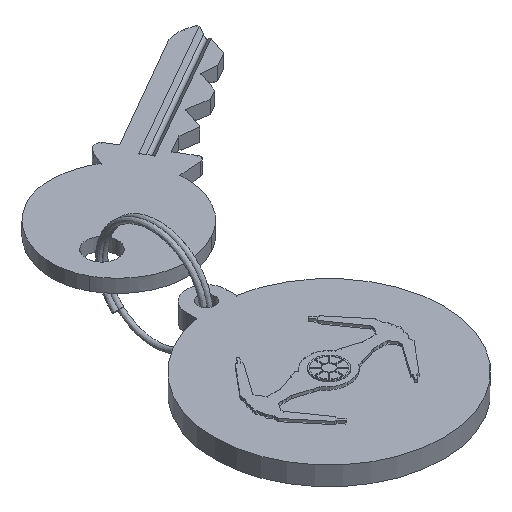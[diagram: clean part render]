
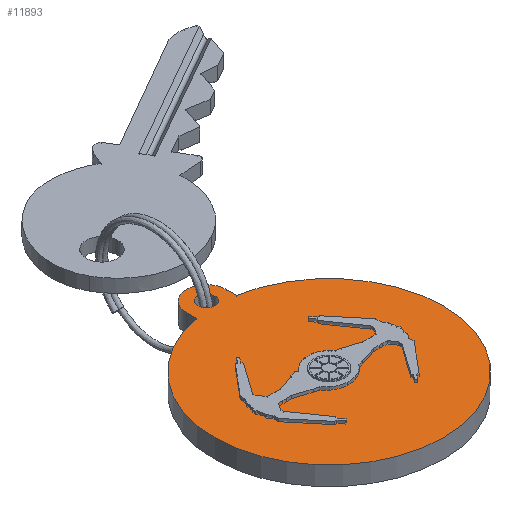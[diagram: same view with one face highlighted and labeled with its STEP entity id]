
A CAD part, isometric view. The second image highlights one B-rep face of the part: STEP entity #11893.
In plain terms, the highlighted planar face has unit normal (0, 0, 1).
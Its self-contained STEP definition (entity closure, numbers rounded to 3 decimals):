
#11556 = VERTEX_POINT('',#11557);
#11557 = CARTESIAN_POINT('',(3.5,21.5,3.3));
#11564 = CYLINDRICAL_SURFACE('',#11565,3.5);
#11565 = AXIS2_PLACEMENT_3D('',#11566,#11567,#11568);
#11566 = CARTESIAN_POINT('',(0.,21.5,0.));
#11567 = DIRECTION('',(0.,0.,-1.));
#11568 = DIRECTION('',(1.,0.,0.));
#11576 = PLANE('',#11577);
#11577 = AXIS2_PLACEMENT_3D('',#11578,#11579,#11580);
#11578 = CARTESIAN_POINT('',(3.5,19.691,0.));
#11579 = DIRECTION('',(-1.,0.,0.));
#11580 = DIRECTION('',(0.,1.,0.));
#11588 = EDGE_CURVE('',#11556,#11589,#11591,.T.);
#11589 = VERTEX_POINT('',#11590);
#11590 = CARTESIAN_POINT('',(-3.5,21.5,3.3));
#11591 = SURFACE_CURVE('',#11592,(#11597,#11604),.PCURVE_S1.);
#11592 = CIRCLE('',#11593,3.5);
#11593 = AXIS2_PLACEMENT_3D('',#11594,#11595,#11596);
#11594 = CARTESIAN_POINT('',(0.,21.5,3.3));
#11595 = DIRECTION('',(0.,0.,1.));
#11596 = DIRECTION('',(1.,0.,0.));
#11597 = PCURVE('',#11564,#11598);
#11598 = DEFINITIONAL_REPRESENTATION('',(#11599),#11603);
#11599 = LINE('',#11600,#11601);
#11600 = CARTESIAN_POINT('',(0.,-3.3));
#11601 = VECTOR('',#11602,1.);
#11602 = DIRECTION('',(-1.,0.));
#11603 = ( GEOMETRIC_REPRESENTATION_CONTEXT(2) 
PARAMETRIC_REPRESENTATION_CONTEXT() REPRESENTATION_CONTEXT('2D SPACE',''
  ) );
#11604 = PCURVE('',#11605,#11610);
#11605 = PLANE('',#11606);
#11606 = AXIS2_PLACEMENT_3D('',#11607,#11608,#11609);
#11607 = CARTESIAN_POINT('',(3.5,21.5,3.3));
#11608 = DIRECTION('',(0.,0.,-1.));
#11609 = DIRECTION('',(-1.,0.,0.));
#11610 = DEFINITIONAL_REPRESENTATION('',(#11611),#11619);
#11611 = ( BOUNDED_CURVE() B_SPLINE_CURVE(2,(#11612,#11613,#11614,#11615
    ,#11616,#11617,#11618),.UNSPECIFIED.,.F.,.F.) 
B_SPLINE_CURVE_WITH_KNOTS((1,2,2,2,2,1),(-2.094,0.,
    2.094,4.189,6.283,8.378),
.UNSPECIFIED.) CURVE() GEOMETRIC_REPRESENTATION_ITEM() 
RATIONAL_B_SPLINE_CURVE((1.,0.5,1.,0.5,1.,0.5,1.)) REPRESENTATION_ITEM(
  '') );
#11612 = CARTESIAN_POINT('',(0.,0.));
#11613 = CARTESIAN_POINT('',(0.,6.062));
#11614 = CARTESIAN_POINT('',(5.25,3.031));
#11615 = CARTESIAN_POINT('',(10.5,0.));
#11616 = CARTESIAN_POINT('',(5.25,-3.031));
#11617 = CARTESIAN_POINT('',(0.,-6.062));
#11618 = CARTESIAN_POINT('',(0.,0.));
#11619 = ( GEOMETRIC_REPRESENTATION_CONTEXT(2) 
PARAMETRIC_REPRESENTATION_CONTEXT() REPRESENTATION_CONTEXT('2D SPACE',''
  ) );
#11637 = PLANE('',#11638);
#11638 = AXIS2_PLACEMENT_3D('',#11639,#11640,#11641);
#11639 = CARTESIAN_POINT('',(-3.5,21.5,0.));
#11640 = DIRECTION('',(1.,0.,0.));
#11641 = DIRECTION('',(0.,-1.,0.));
#11686 = VERTEX_POINT('',#11687);
#11687 = CARTESIAN_POINT('',(3.5,19.691,3.3));
#11701 = CYLINDRICAL_SURFACE('',#11702,20.);
#11702 = AXIS2_PLACEMENT_3D('',#11703,#11704,#11705);
#11703 = CARTESIAN_POINT('',(0.,0.,0.));
#11704 = DIRECTION('',(0.,0.,-1.));
#11705 = DIRECTION('',(1.,0.,0.));
#11713 = EDGE_CURVE('',#11686,#11556,#11714,.T.);
#11714 = SURFACE_CURVE('',#11715,(#11719,#11726),.PCURVE_S1.);
#11715 = LINE('',#11716,#11717);
#11716 = CARTESIAN_POINT('',(3.5,19.691,3.3));
#11717 = VECTOR('',#11718,1.);
#11718 = DIRECTION('',(0.,1.,0.));
#11719 = PCURVE('',#11576,#11720);
#11720 = DEFINITIONAL_REPRESENTATION('',(#11721),#11725);
#11721 = LINE('',#11722,#11723);
#11722 = CARTESIAN_POINT('',(0.,-3.3));
#11723 = VECTOR('',#11724,1.);
#11724 = DIRECTION('',(1.,0.));
#11725 = ( GEOMETRIC_REPRESENTATION_CONTEXT(2) 
PARAMETRIC_REPRESENTATION_CONTEXT() REPRESENTATION_CONTEXT('2D SPACE',''
  ) );
#11726 = PCURVE('',#11605,#11727);
#11727 = DEFINITIONAL_REPRESENTATION('',(#11728),#11732);
#11728 = LINE('',#11729,#11730);
#11729 = CARTESIAN_POINT('',(0.,-1.809));
#11730 = VECTOR('',#11731,1.);
#11731 = DIRECTION('',(0.,1.));
#11732 = ( GEOMETRIC_REPRESENTATION_CONTEXT(2) 
PARAMETRIC_REPRESENTATION_CONTEXT() REPRESENTATION_CONTEXT('2D SPACE',''
  ) );
#11760 = EDGE_CURVE('',#11589,#11761,#11763,.T.);
#11761 = VERTEX_POINT('',#11762);
#11762 = CARTESIAN_POINT('',(-3.5,19.691,3.3));
#11763 = SURFACE_CURVE('',#11764,(#11768,#11775),.PCURVE_S1.);
#11764 = LINE('',#11765,#11766);
#11765 = CARTESIAN_POINT('',(-3.5,21.5,3.3));
#11766 = VECTOR('',#11767,1.);
#11767 = DIRECTION('',(0.,-1.,0.));
#11768 = PCURVE('',#11637,#11769);
#11769 = DEFINITIONAL_REPRESENTATION('',(#11770),#11774);
#11770 = LINE('',#11771,#11772);
#11771 = CARTESIAN_POINT('',(0.,-3.3));
#11772 = VECTOR('',#11773,1.);
#11773 = DIRECTION('',(1.,0.));
#11774 = ( GEOMETRIC_REPRESENTATION_CONTEXT(2) 
PARAMETRIC_REPRESENTATION_CONTEXT() REPRESENTATION_CONTEXT('2D SPACE',''
  ) );
#11775 = PCURVE('',#11605,#11776);
#11776 = DEFINITIONAL_REPRESENTATION('',(#11777),#11781);
#11777 = LINE('',#11778,#11779);
#11778 = CARTESIAN_POINT('',(7.,0.));
#11779 = VECTOR('',#11780,1.);
#11780 = DIRECTION('',(0.,-1.));
#11781 = ( GEOMETRIC_REPRESENTATION_CONTEXT(2) 
PARAMETRIC_REPRESENTATION_CONTEXT() REPRESENTATION_CONTEXT('2D SPACE',''
  ) );
#11882 = CYLINDRICAL_SURFACE('',#11883,1.5);
#11883 = AXIS2_PLACEMENT_3D('',#11884,#11885,#11886);
#11884 = CARTESIAN_POINT('',(0.,21.5,3.3));
#11885 = DIRECTION('',(0.,0.,1.));
#11886 = DIRECTION('',(1.,0.,0.));
#11893 = ADVANCED_FACE('',(#11894,#11925),#11605,.F.);
#11894 = FACE_BOUND('',#11895,.F.);
#11895 = EDGE_LOOP('',(#11896,#11897,#11898,#11924));
#11896 = ORIENTED_EDGE('',*,*,#11588,.F.);
#11897 = ORIENTED_EDGE('',*,*,#11713,.F.);
#11898 = ORIENTED_EDGE('',*,*,#11899,.F.);
#11899 = EDGE_CURVE('',#11761,#11686,#11900,.T.);
#11900 = SURFACE_CURVE('',#11901,(#11906,#11917),.PCURVE_S1.);
#11901 = CIRCLE('',#11902,20.);
#11902 = AXIS2_PLACEMENT_3D('',#11903,#11904,#11905);
#11903 = CARTESIAN_POINT('',(0.,0.,3.3));
#11904 = DIRECTION('',(0.,0.,1.));
#11905 = DIRECTION('',(1.,0.,0.));
#11906 = PCURVE('',#11605,#11907);
#11907 = DEFINITIONAL_REPRESENTATION('',(#11908),#11916);
#11908 = ( BOUNDED_CURVE() B_SPLINE_CURVE(2,(#11909,#11910,#11911,#11912
    ,#11913,#11914,#11915),.UNSPECIFIED.,.T.,.F.) 
B_SPLINE_CURVE_WITH_KNOTS((1,2,2,2,2,1),(-2.094,0.,
    2.094,4.189,6.283,8.378),
.UNSPECIFIED.) CURVE() GEOMETRIC_REPRESENTATION_ITEM() 
RATIONAL_B_SPLINE_CURVE((1.,0.5,1.,0.5,1.,0.5,1.)) REPRESENTATION_ITEM(
  '') );
#11909 = CARTESIAN_POINT('',(-16.5,-21.5));
#11910 = CARTESIAN_POINT('',(-16.5,13.141));
#11911 = CARTESIAN_POINT('',(13.5,-4.179));
#11912 = CARTESIAN_POINT('',(43.5,-21.5));
#11913 = CARTESIAN_POINT('',(13.5,-38.821));
#11914 = CARTESIAN_POINT('',(-16.5,-56.141));
#11915 = CARTESIAN_POINT('',(-16.5,-21.5));
#11916 = ( GEOMETRIC_REPRESENTATION_CONTEXT(2) 
PARAMETRIC_REPRESENTATION_CONTEXT() REPRESENTATION_CONTEXT('2D SPACE',''
  ) );
#11917 = PCURVE('',#11701,#11918);
#11918 = DEFINITIONAL_REPRESENTATION('',(#11919),#11923);
#11919 = LINE('',#11920,#11921);
#11920 = CARTESIAN_POINT('',(0.,-3.3));
#11921 = VECTOR('',#11922,1.);
#11922 = DIRECTION('',(-1.,0.));
#11923 = ( GEOMETRIC_REPRESENTATION_CONTEXT(2) 
PARAMETRIC_REPRESENTATION_CONTEXT() REPRESENTATION_CONTEXT('2D SPACE',''
  ) );
#11924 = ORIENTED_EDGE('',*,*,#11760,.F.);
#11925 = FACE_BOUND('',#11926,.F.);
#11926 = EDGE_LOOP('',(#11927));
#11927 = ORIENTED_EDGE('',*,*,#11928,.T.);
#11928 = EDGE_CURVE('',#11929,#11929,#11931,.T.);
#11929 = VERTEX_POINT('',#11930);
#11930 = CARTESIAN_POINT('',(1.5,21.5,3.3));
#11931 = SURFACE_CURVE('',#11932,(#11937,#11948),.PCURVE_S1.);
#11932 = CIRCLE('',#11933,1.5);
#11933 = AXIS2_PLACEMENT_3D('',#11934,#11935,#11936);
#11934 = CARTESIAN_POINT('',(0.,21.5,3.3));
#11935 = DIRECTION('',(0.,0.,1.));
#11936 = DIRECTION('',(1.,0.,0.));
#11937 = PCURVE('',#11605,#11938);
#11938 = DEFINITIONAL_REPRESENTATION('',(#11939),#11947);
#11939 = ( BOUNDED_CURVE() B_SPLINE_CURVE(2,(#11940,#11941,#11942,#11943
    ,#11944,#11945,#11946),.UNSPECIFIED.,.F.,.F.) 
B_SPLINE_CURVE_WITH_KNOTS((1,2,2,2,2,1),(-2.094,0.,
    2.094,4.189,6.283,8.378),
.UNSPECIFIED.) CURVE() GEOMETRIC_REPRESENTATION_ITEM() 
RATIONAL_B_SPLINE_CURVE((1.,0.5,1.,0.5,1.,0.5,1.)) REPRESENTATION_ITEM(
  '') );
#11940 = CARTESIAN_POINT('',(2.,0.));
#11941 = CARTESIAN_POINT('',(2.,2.598));
#11942 = CARTESIAN_POINT('',(4.25,1.299));
#11943 = CARTESIAN_POINT('',(6.5,0.));
#11944 = CARTESIAN_POINT('',(4.25,-1.299));
#11945 = CARTESIAN_POINT('',(2.,-2.598));
#11946 = CARTESIAN_POINT('',(2.,0.));
#11947 = ( GEOMETRIC_REPRESENTATION_CONTEXT(2) 
PARAMETRIC_REPRESENTATION_CONTEXT() REPRESENTATION_CONTEXT('2D SPACE',''
  ) );
#11948 = PCURVE('',#11882,#11949);
#11949 = DEFINITIONAL_REPRESENTATION('',(#11950),#11954);
#11950 = LINE('',#11951,#11952);
#11951 = CARTESIAN_POINT('',(0.,0.));
#11952 = VECTOR('',#11953,1.);
#11953 = DIRECTION('',(1.,0.));
#11954 = ( GEOMETRIC_REPRESENTATION_CONTEXT(2) 
PARAMETRIC_REPRESENTATION_CONTEXT() REPRESENTATION_CONTEXT('2D SPACE',''
  ) );
